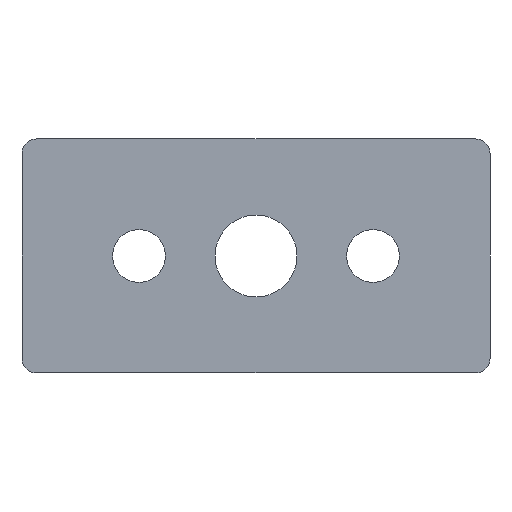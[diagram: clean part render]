
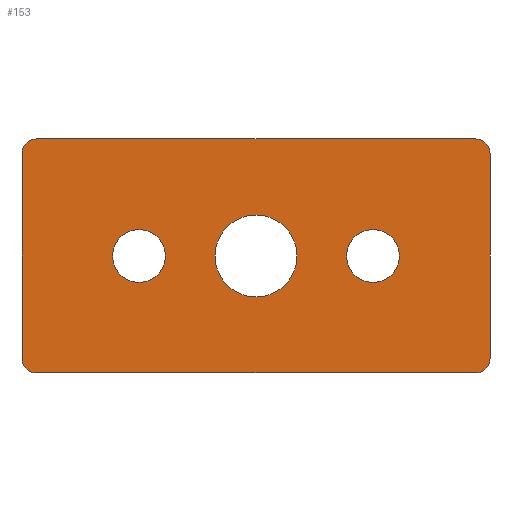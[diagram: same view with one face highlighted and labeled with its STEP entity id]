
A CAD part, front view. The second image highlights one B-rep face of the part: STEP entity #153.
In plain terms, the highlighted planar face has unit normal (0, -1, 0).
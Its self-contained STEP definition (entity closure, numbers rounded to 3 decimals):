
#4 = EDGE_CURVE ( 'NONE', #12, #10, #274, .T. ) ;
#10 = VERTEX_POINT ( 'NONE', #290 ) ;
#12 = VERTEX_POINT ( 'NONE', #296 ) ;
#25 = EDGE_LOOP ( 'NONE', ( #26, #55 ) ) ;
#26 = ORIENTED_EDGE ( 'NONE', *, *, #4, .T. ) ;
#28 = ORIENTED_EDGE ( 'NONE', *, *, #152, .F. ) ;
#29 = EDGE_LOOP ( 'NONE', ( #30, #34 ) ) ;
#30 = ORIENTED_EDGE ( 'NONE', *, *, #187, .F. ) ;
#31 = EDGE_CURVE ( 'NONE', #155, #151, #254, .T. ) ;
#32 = ORIENTED_EDGE ( 'NONE', *, *, #167, .T. ) ;
#33 = VERTEX_POINT ( 'NONE', #248 ) ;
#34 = ORIENTED_EDGE ( 'NONE', *, *, #145, .F. ) ;
#35 = EDGE_LOOP ( 'NONE', ( #36, #163, #166, #32, #51, #54, #56, #234 ) ) ;
#36 = ORIENTED_EDGE ( 'NONE', *, *, #31, .F. ) ;
#43 = ORIENTED_EDGE ( 'NONE', *, *, #195, .F. ) ;
#51 = ORIENTED_EDGE ( 'NONE', *, *, #170, .F. ) ;
#52 = EDGE_CURVE ( 'NONE', #53, #160, #735, .T. ) ;
#53 = VERTEX_POINT ( 'NONE', #325 ) ;
#54 = ORIENTED_EDGE ( 'NONE', *, *, #52, .T. ) ;
#55 = ORIENTED_EDGE ( 'NONE', *, *, #150, .T. ) ;
#56 = ORIENTED_EDGE ( 'NONE', *, *, #169, .F. ) ;
#57 = EDGE_CURVE ( 'NONE', #165, #151, #317, .T. ) ;
#74 = VERTEX_POINT ( 'NONE', #355 ) ;
#90 = VERTEX_POINT ( 'NONE', #329 ) ;
#145 = EDGE_CURVE ( 'NONE', #181, #90, #483, .T. ) ;
#148 = EDGE_LOOP ( 'NONE', ( #43, #28 ) ) ;
#150 = EDGE_CURVE ( 'NONE', #10, #12, #476, .T. ) ;
#151 = VERTEX_POINT ( 'NONE', #427 ) ;
#152 = EDGE_CURVE ( 'NONE', #189, #74, #428, .T. ) ;
#153 = ADVANCED_FACE ( 'NONE', ( #467, #440, #466, #470 ), #482, .T. ) ;
#154 = VERTEX_POINT ( 'NONE', #461 ) ;
#155 = VERTEX_POINT ( 'NONE', #454 ) ;
#159 = VERTEX_POINT ( 'NONE', #462 ) ;
#160 = VERTEX_POINT ( 'NONE', #481 ) ;
#161 = EDGE_CURVE ( 'NONE', #155, #159, #458, .T. ) ;
#163 = ORIENTED_EDGE ( 'NONE', *, *, #161, .T. ) ;
#164 = EDGE_CURVE ( 'NONE', #154, #159, #504, .T. ) ;
#165 = VERTEX_POINT ( 'NONE', #514 ) ;
#166 = ORIENTED_EDGE ( 'NONE', *, *, #164, .F. ) ;
#167 = EDGE_CURVE ( 'NONE', #154, #33, #515, .T. ) ;
#169 = EDGE_CURVE ( 'NONE', #165, #160, #513, .T. ) ;
#170 = EDGE_CURVE ( 'NONE', #53, #33, #489, .T. ) ;
#181 = VERTEX_POINT ( 'NONE', #539 ) ;
#187 = EDGE_CURVE ( 'NONE', #90, #181, #562, .T. ) ;
#189 = VERTEX_POINT ( 'NONE', #557 ) ;
#195 = EDGE_CURVE ( 'NONE', #74, #189, #547, .T. ) ;
#234 = ORIENTED_EDGE ( 'NONE', *, *, #57, .T. ) ;
#248 = CARTESIAN_POINT ( 'NONE',  ( 40., 0., -17.5 ) ) ;
#250 = CARTESIAN_POINT ( 'NONE',  ( -40., 0., 20. ) ) ;
#254 = LINE ( 'NONE', #250, #257 ) ;
#256 = DIRECTION ( 'NONE',  ( 0., 0., 1. ) ) ;
#257 = VECTOR ( 'NONE', #256, 1000. ) ;
#271 = DIRECTION ( 'NONE',  ( 0., 0., 1. ) ) ;
#272 = AXIS2_PLACEMENT_3D ( 'NONE', #275, #273, #271 ) ;
#273 = DIRECTION ( 'NONE',  ( 0., 1., 0. ) ) ;
#274 = CIRCLE ( 'NONE', #272, 7. ) ;
#275 = CARTESIAN_POINT ( 'NONE',  ( 0., 0., 0. ) ) ;
#290 = CARTESIAN_POINT ( 'NONE',  ( 0., 0., 7. ) ) ;
#296 = CARTESIAN_POINT ( 'NONE',  ( 0., 0., -7. ) ) ;
#314 = DIRECTION ( 'NONE',  ( 0., 0., -1. ) ) ;
#315 = DIRECTION ( 'NONE',  ( 0., -1., 0. ) ) ;
#316 = AXIS2_PLACEMENT_3D ( 'NONE', #326, #315, #314 ) ;
#317 = CIRCLE ( 'NONE', #316, 2.5 ) ;
#325 = CARTESIAN_POINT ( 'NONE',  ( 40., 0., 17.5 ) ) ;
#326 = CARTESIAN_POINT ( 'NONE',  ( -37.5, 0., 17.5 ) ) ;
#329 = CARTESIAN_POINT ( 'NONE',  ( 20., 0., 4.5 ) ) ;
#355 = CARTESIAN_POINT ( 'NONE',  ( -20., 0., 4.5 ) ) ;
#427 = CARTESIAN_POINT ( 'NONE',  ( -40., 0., 17.5 ) ) ;
#428 = CIRCLE ( 'NONE', #475, 4.5 ) ;
#440 = FACE_BOUND ( 'NONE', #29, .T. ) ;
#443 = CARTESIAN_POINT ( 'NONE',  ( -20., 0., 0. ) ) ;
#453 = AXIS2_PLACEMENT_3D ( 'NONE', #511, #510, #509 ) ;
#454 = CARTESIAN_POINT ( 'NONE',  ( -40., 0., -17.5 ) ) ;
#455 = DIRECTION ( 'NONE',  ( 0., 0., -1. ) ) ;
#456 = DIRECTION ( 'NONE',  ( 0., -1., 0. ) ) ;
#458 = CIRCLE ( 'NONE', #453, 2.5 ) ;
#461 = CARTESIAN_POINT ( 'NONE',  ( 37.5, 0., -20. ) ) ;
#462 = CARTESIAN_POINT ( 'NONE',  ( -37.5, 0., -20. ) ) ;
#463 = DIRECTION ( 'NONE',  ( 0., 0., -1. ) ) ;
#464 = DIRECTION ( 'NONE',  ( 0., -1., 0. ) ) ;
#465 = CARTESIAN_POINT ( 'NONE',  ( -40., 0., -20. ) ) ;
#466 = FACE_OUTER_BOUND ( 'NONE', #35, .T. ) ;
#467 = FACE_BOUND ( 'NONE', #148, .T. ) ;
#468 = AXIS2_PLACEMENT_3D ( 'NONE', #465, #456, #455 ) ;
#470 = FACE_BOUND ( 'NONE', #25, .T. ) ;
#471 = DIRECTION ( 'NONE',  ( 0., 0., 1. ) ) ;
#472 = DIRECTION ( 'NONE',  ( 0., 1., 0. ) ) ;
#473 = CARTESIAN_POINT ( 'NONE',  ( 0., 0., 0. ) ) ;
#474 = AXIS2_PLACEMENT_3D ( 'NONE', #473, #472, #471 ) ;
#475 = AXIS2_PLACEMENT_3D ( 'NONE', #443, #464, #463 ) ;
#476 = CIRCLE ( 'NONE', #474, 7. ) ;
#477 = DIRECTION ( 'NONE',  ( 0., 0., -1. ) ) ;
#478 = DIRECTION ( 'NONE',  ( 0., -1., 0. ) ) ;
#479 = CARTESIAN_POINT ( 'NONE',  ( 20., 0., 0. ) ) ;
#480 = AXIS2_PLACEMENT_3D ( 'NONE', #479, #478, #477 ) ;
#481 = CARTESIAN_POINT ( 'NONE',  ( 37.5, 0., 20. ) ) ;
#482 = PLANE ( 'NONE',  #468 ) ;
#483 = CIRCLE ( 'NONE', #480, 4.5 ) ;
#486 = DIRECTION ( 'NONE',  ( 0., 0., -1. ) ) ;
#487 = VECTOR ( 'NONE', #486, 1000. ) ;
#488 = CARTESIAN_POINT ( 'NONE',  ( 40., 0., 20. ) ) ;
#489 = LINE ( 'NONE', #488, #487 ) ;
#490 = DIRECTION ( 'NONE',  ( 1., 0., 0. ) ) ;
#491 = VECTOR ( 'NONE', #490, 1000. ) ;
#492 = CARTESIAN_POINT ( 'NONE',  ( -40., 0., 20. ) ) ;
#494 = DIRECTION ( 'NONE',  ( 0., 0., -1. ) ) ;
#495 = DIRECTION ( 'NONE',  ( 0., -1., 0. ) ) ;
#496 = CARTESIAN_POINT ( 'NONE',  ( 37.5, 0., -17.5 ) ) ;
#497 = AXIS2_PLACEMENT_3D ( 'NONE', #496, #495, #494 ) ;
#501 = DIRECTION ( 'NONE',  ( -1., 0., 0. ) ) ;
#502 = VECTOR ( 'NONE', #501, 1000. ) ;
#503 = CARTESIAN_POINT ( 'NONE',  ( -40., 0., -20. ) ) ;
#504 = LINE ( 'NONE', #503, #502 ) ;
#509 = DIRECTION ( 'NONE',  ( 0., 0., -1. ) ) ;
#510 = DIRECTION ( 'NONE',  ( 0., -1., 0. ) ) ;
#511 = CARTESIAN_POINT ( 'NONE',  ( -37.5, 0., -17.5 ) ) ;
#513 = LINE ( 'NONE', #492, #491 ) ;
#514 = CARTESIAN_POINT ( 'NONE',  ( -37.5, 0., 20. ) ) ;
#515 = CIRCLE ( 'NONE', #497, 2.5 ) ;
#539 = CARTESIAN_POINT ( 'NONE',  ( 20., 0., -4.5 ) ) ;
#547 = CIRCLE ( 'NONE', #567, 4.5 ) ;
#556 = DIRECTION ( 'NONE',  ( 0., -1., 0. ) ) ;
#557 = CARTESIAN_POINT ( 'NONE',  ( -20., 0., -4.5 ) ) ;
#558 = DIRECTION ( 'NONE',  ( 0., 0., -1. ) ) ;
#559 = DIRECTION ( 'NONE',  ( 0., -1., 0. ) ) ;
#560 = CARTESIAN_POINT ( 'NONE',  ( 20., 0., 0. ) ) ;
#561 = AXIS2_PLACEMENT_3D ( 'NONE', #560, #559, #558 ) ;
#562 = CIRCLE ( 'NONE', #561, 4.5 ) ;
#565 = CARTESIAN_POINT ( 'NONE',  ( -20., 0., 0. ) ) ;
#567 = AXIS2_PLACEMENT_3D ( 'NONE', #565, #556, #598 ) ;
#598 = DIRECTION ( 'NONE',  ( 0., 0., -1. ) ) ;
#732 = DIRECTION ( 'NONE',  ( 0., 0., -1. ) ) ;
#733 = DIRECTION ( 'NONE',  ( 0., -1., 0. ) ) ;
#734 = CARTESIAN_POINT ( 'NONE',  ( 37.5, 0., 17.5 ) ) ;
#735 = CIRCLE ( 'NONE', #736, 2.5 ) ;
#736 = AXIS2_PLACEMENT_3D ( 'NONE', #734, #733, #732 ) ;
